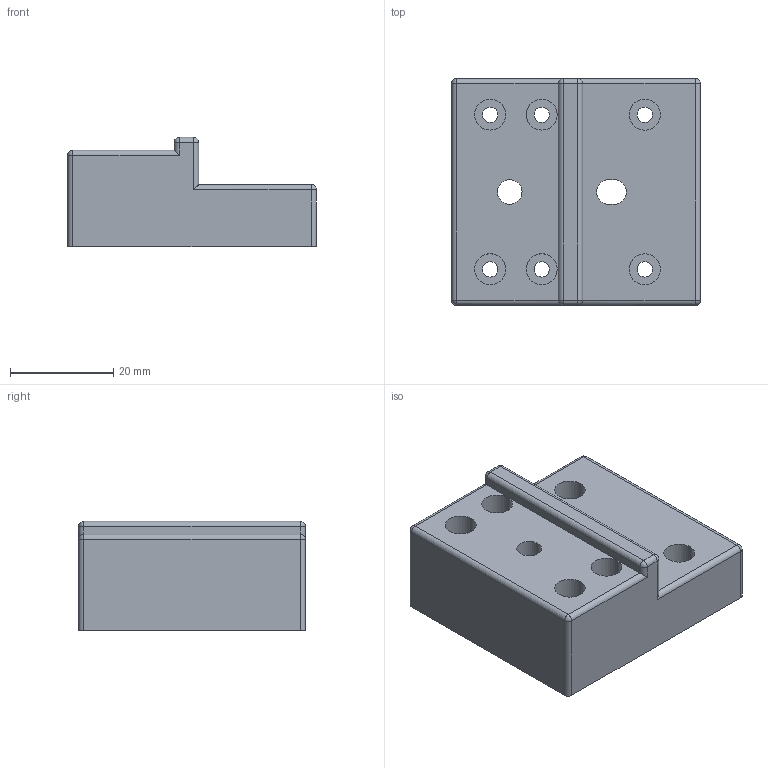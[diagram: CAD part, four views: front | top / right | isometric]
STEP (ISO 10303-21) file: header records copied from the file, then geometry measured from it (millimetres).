
FILE_DESCRIPTION (( 'STEP AP214' ), '1' );
FILE_NAME ('m2du-dm-wcd.STEP', '2018-06-12T20:28:09', ( '' ), ( '' ), 'SwSTEP 2.0', 'SolidWorks 2017', '' );
FILE_SCHEMA (( 'AUTOMOTIVE_DESIGN' ));
Length unit declared in the file: millimetre
Products named in the file (1): m2du-dm-wcd
Bounding box: 48.3 x 44 x 21.2 mm (x, y, z)
Volume: 29705.6 mm3; surface area: 9653.1 mm2
Topology: 1 solids, 1 shells, 82 faces, 196 edges, 116 vertices
Faces by surface type: cylinder 52, plane 22, sphere 8
Entity records: 2390 total; most frequent: DIRECTION 446, CARTESIAN_POINT 399, ORIENTED_EDGE 376, EDGE_CURVE 188, AXIS2_PLACEMENT_3D 179, VERTEX_POINT 116, EDGE_LOOP 106, CIRCLE 96
